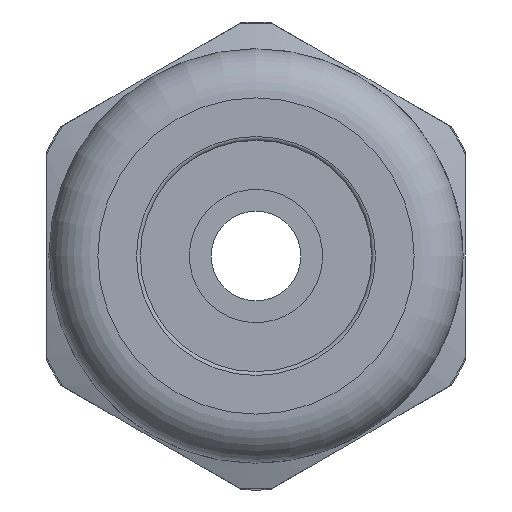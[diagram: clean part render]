
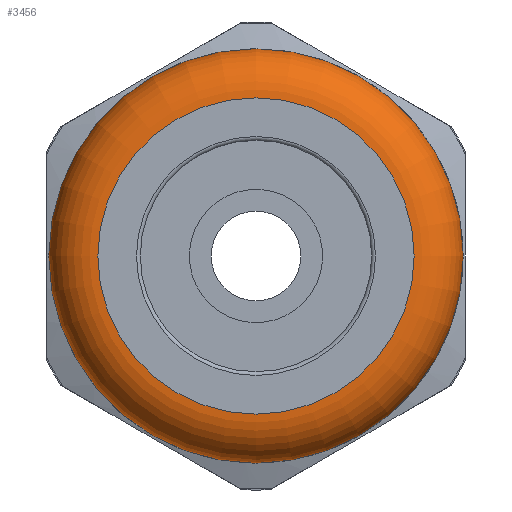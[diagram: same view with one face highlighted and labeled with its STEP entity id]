
A CAD part, left-side view. The second image highlights one B-rep face of the part: STEP entity #3456.
In plain terms, the highlighted toroidal (fillet/blend) face has major radius 8.305 mm and minor radius 2.57 mm.
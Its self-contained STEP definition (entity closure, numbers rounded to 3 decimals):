
#184=TOROIDAL_SURFACE('',#3744,8.305,2.57);
#196=FACE_BOUND('',#1207,.T.);
#258=CIRCLE('',#3743,8.305);
#259=CIRCLE('',#3745,10.875);
#989=FACE_OUTER_BOUND('',#1206,.T.);
#1206=EDGE_LOOP('',(#2460));
#1207=EDGE_LOOP('',(#2461));
#1486=VERTEX_POINT('',#6779);
#1487=VERTEX_POINT('',#6782);
#1870=EDGE_CURVE('',#1486,#1486,#258,.T.);
#1871=EDGE_CURVE('',#1487,#1487,#259,.T.);
#2460=ORIENTED_EDGE('',*,*,#1870,.T.);
#2461=ORIENTED_EDGE('',*,*,#1871,.F.);
#3456=ADVANCED_FACE('',(#989,#196),#184,.T.);
#3743=AXIS2_PLACEMENT_3D('',#6780,#4353,#4354);
#3744=AXIS2_PLACEMENT_3D('',#6781,#4355,#4356);
#3745=AXIS2_PLACEMENT_3D('',#6783,#4357,#4358);
#4353=DIRECTION('center_axis',(1.,0.,0.));
#4354=DIRECTION('ref_axis',(0.,0.,-1.));
#4355=DIRECTION('center_axis',(1.,0.,0.));
#4356=DIRECTION('ref_axis',(0.,0.,-1.));
#4357=DIRECTION('center_axis',(1.,0.,0.));
#4358=DIRECTION('ref_axis',(0.,0.,-1.));
#6779=CARTESIAN_POINT('',(-12.02,8.305,0.));
#6780=CARTESIAN_POINT('Origin',(-12.02,0.,0.));
#6781=CARTESIAN_POINT('Origin',(-9.45,0.,0.));
#6782=CARTESIAN_POINT('',(-9.45,10.875,0.));
#6783=CARTESIAN_POINT('Origin',(-9.45,0.,0.));
